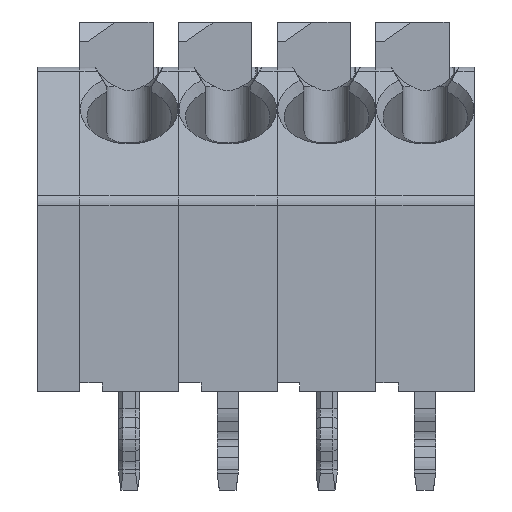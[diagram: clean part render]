
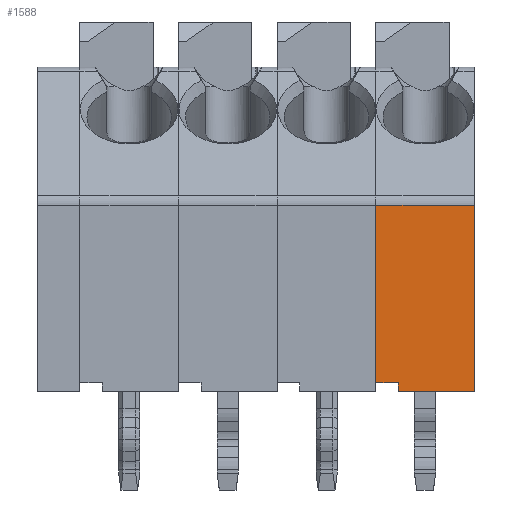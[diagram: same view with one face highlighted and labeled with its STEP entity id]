
A CAD part, front view. The second image highlights one B-rep face of the part: STEP entity #1588.
In plain terms, the highlighted planar face has unit normal (0, -1, 0).
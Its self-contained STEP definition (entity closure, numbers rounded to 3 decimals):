
#1588=ADVANCED_FACE('',(#3514),#3515,.T.);
#3514=FACE_OUTER_BOUND('',#5903,.T.);
#3515=PLANE('',#5904);
#5903=EDGE_LOOP('',(#9993,#9994,#9995,#9996,#9997,#9998));
#5904=AXIS2_PLACEMENT_3D('',#9999,#10000,#10001);
#9993=ORIENTED_EDGE('',*,*,#15541,.T.);
#9994=ORIENTED_EDGE('',*,*,#15542,.F.);
#9995=ORIENTED_EDGE('',*,*,#15536,.T.);
#9996=ORIENTED_EDGE('',*,*,#15543,.F.);
#9997=ORIENTED_EDGE('',*,*,#15544,.F.);
#9998=ORIENTED_EDGE('',*,*,#15545,.T.);
#9999=CARTESIAN_POINT('',(11.93,0.0,0.0));
#10000=DIRECTION('',(0.0,-1.0,0.0));
#10001=DIRECTION('',(0.0,0.0,1.0));
#15536=EDGE_CURVE('',#18804,#18809,#18811,.T.);
#15541=EDGE_CURVE('',#18817,#18818,#18819,.T.);
#15542=EDGE_CURVE('',#18804,#18818,#18820,.T.);
#15543=EDGE_CURVE('',#18821,#18809,#18822,.T.);
#15544=EDGE_CURVE('',#18823,#18821,#18824,.T.);
#15545=EDGE_CURVE('',#18823,#18817,#18825,.T.);
#18804=VERTEX_POINT('',#23469);
#18809=VERTEX_POINT('',#23477);
#18811=LINE('',#23480,#23481);
#18817=VERTEX_POINT('',#23489);
#18818=VERTEX_POINT('',#23490);
#18819=LINE('',#23491,#23492);
#18820=LINE('',#23493,#23494);
#18821=VERTEX_POINT('',#23495);
#18822=LINE('',#23496,#23497);
#18823=VERTEX_POINT('',#23498);
#18824=LINE('',#23499,#23500);
#18825=LINE('',#23501,#23502);
#23469=CARTESIAN_POINT('',(10.5,0.0,0.3));
#23477=CARTESIAN_POINT('',(11.3,0.0,0.3));
#23480=CARTESIAN_POINT('',(11.93,0.0,0.3));
#23481=VECTOR('',#28949,1.0);
#23489=CARTESIAN_POINT('',(14.0,0.0,6.593));
#23490=CARTESIAN_POINT('',(10.5,0.0,6.593));
#23491=CARTESIAN_POINT('',(11.93,0.0,6.593));
#23492=VECTOR('',#28952,1.0);
#23493=CARTESIAN_POINT('',(10.5,0.0,0.0));
#23494=VECTOR('',#28953,1.0);
#23495=CARTESIAN_POINT('',(11.3,0.0,0.0));
#23496=CARTESIAN_POINT('',(11.3,0.0,0.0));
#23497=VECTOR('',#28954,1.0);
#23498=CARTESIAN_POINT('',(14.0,0.0,0.0));
#23499=CARTESIAN_POINT('',(11.93,0.0,0.0));
#23500=VECTOR('',#28955,1.0);
#23501=CARTESIAN_POINT('',(14.0,0.0,0.0));
#23502=VECTOR('',#28956,1.0);
#28949=DIRECTION('',(1.0,0.0,0.0));
#28952=DIRECTION('',(-1.0,0.0,0.0));
#28953=DIRECTION('',(0.0,0.0,1.0));
#28954=DIRECTION('',(0.0,0.0,1.0));
#28955=DIRECTION('',(-1.0,0.0,0.0));
#28956=DIRECTION('',(0.0,0.0,1.0));
